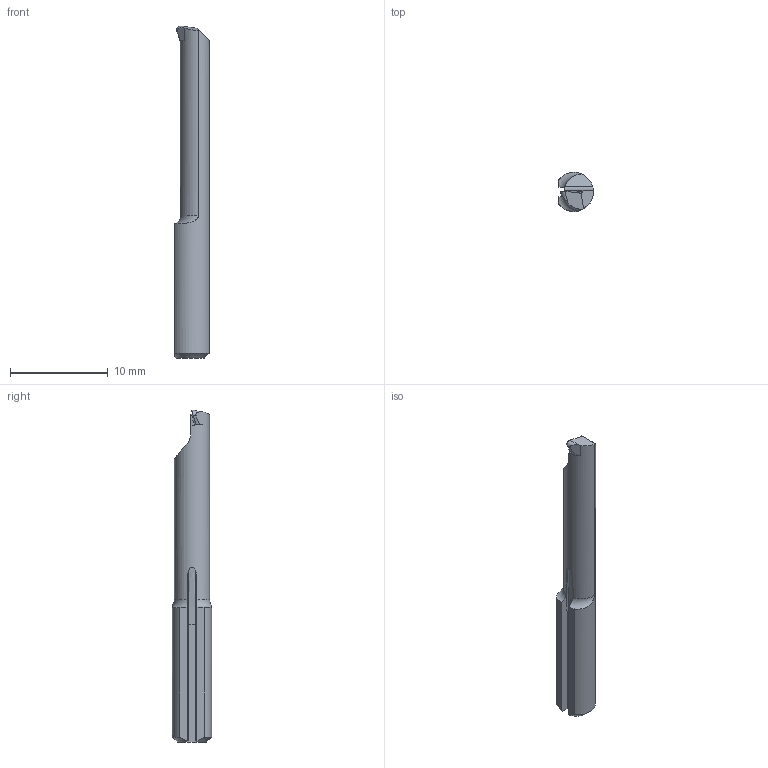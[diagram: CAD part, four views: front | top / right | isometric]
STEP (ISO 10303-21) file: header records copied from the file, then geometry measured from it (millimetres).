
FILE_DESCRIPTION (( 'STEP AP203' ), '1' );
FILE_NAME ('LF050.4-20.step', '2024-05-29T11:45:33', ( '' ), ( '' ), 'SwSTEP 2.0', 'SolidWorks 2022', '' );
FILE_SCHEMA (( 'CONFIG_CONTROL_DESIGN' ));
Length unit declared in the file: millimetre
Products named in the file (1): LF050.4-20
Bounding box: 3.55 x 4 x 34 mm (x, y, z)
Volume: 299.2 mm3; surface area: 406.3 mm2
Topology: 1 solids, 1 shells, 31 faces, 87 edges, 58 vertices
Faces by surface type: plane 16, cylinder 8, torus 6, cone 1
Entity records: 1171 total; most frequent: CARTESIAN_POINT 347, ORIENTED_EDGE 174, DIRECTION 137, EDGE_CURVE 87, VERTEX_POINT 58, AXIS2_PLACEMENT_3D 52, VECTOR 33, LINE 33
